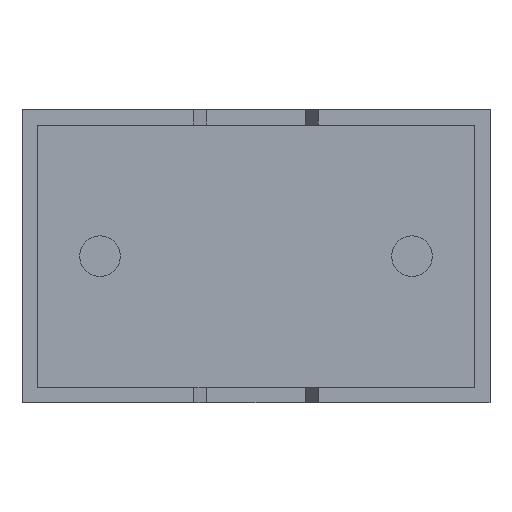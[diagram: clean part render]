
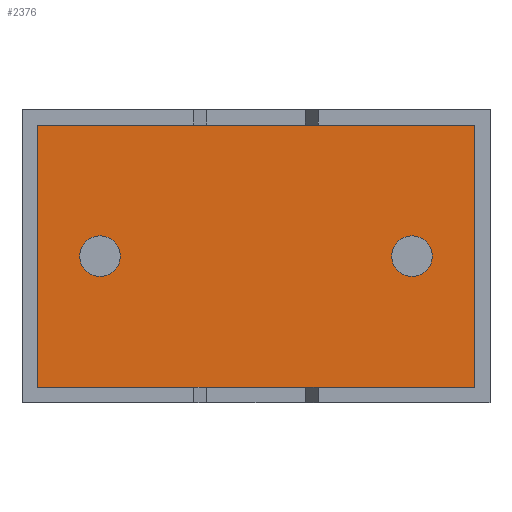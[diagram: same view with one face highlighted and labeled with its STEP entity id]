
A CAD part, front view. The second image highlights one B-rep face of the part: STEP entity #2376.
In plain terms, the highlighted planar face has unit normal (0, -1, 0).
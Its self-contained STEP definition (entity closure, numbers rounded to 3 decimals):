
#59 = CIRCLE ( 'NONE', #2439, 0.325 ) ;
#84 = VERTEX_POINT ( 'NONE', #2607 ) ;
#115 = VERTEX_POINT ( 'NONE', #2889 ) ;
#131 = DIRECTION ( 'NONE',  ( 0., -1., 0. ) ) ;
#135 = LINE ( 'NONE', #2186, #2058 ) ;
#178 = ORIENTED_EDGE ( 'NONE', *, *, #2129, .T. ) ;
#196 = CARTESIAN_POINT ( 'NONE',  ( 0.25, 0.75, 0.25 ) ) ;
#276 = CARTESIAN_POINT ( 'NONE',  ( 7.25, 0.75, 0.25 ) ) ;
#318 = LINE ( 'NONE', #1264, #652 ) ;
#442 = CIRCLE ( 'NONE', #2414, 0.325 ) ;
#498 = DIRECTION ( 'NONE',  ( 0., 0., -1. ) ) ;
#501 = ORIENTED_EDGE ( 'NONE', *, *, #762, .F. ) ;
#517 = DIRECTION ( 'NONE',  ( -1., 0., 0. ) ) ;
#529 = DIRECTION ( 'NONE',  ( 1., 0., 0. ) ) ;
#652 = VECTOR ( 'NONE', #1992, 1000. ) ;
#711 = CIRCLE ( 'NONE', #1997, 0.325 ) ;
#756 = VERTEX_POINT ( 'NONE', #1914 ) ;
#762 = EDGE_CURVE ( 'NONE', #2845, #1808, #442, .T. ) ;
#850 = ORIENTED_EDGE ( 'NONE', *, *, #2655, .F. ) ;
#918 = EDGE_LOOP ( 'NONE', ( #501, #1900 ) ) ;
#928 = CARTESIAN_POINT ( 'NONE',  ( 7.25, 0.75, 4.45 ) ) ;
#972 = DIRECTION ( 'NONE',  ( 0., 0., -1. ) ) ;
#974 = CIRCLE ( 'NONE', #2915, 0.325 ) ;
#1060 = ORIENTED_EDGE ( 'NONE', *, *, #2945, .T. ) ;
#1105 = AXIS2_PLACEMENT_3D ( 'NONE', #2609, #1209, #498 ) ;
#1170 = ORIENTED_EDGE ( 'NONE', *, *, #2089, .T. ) ;
#1203 = FACE_OUTER_BOUND ( 'NONE', #2424, .T. ) ;
#1209 = DIRECTION ( 'NONE',  ( 0., -1., 0. ) ) ;
#1264 = CARTESIAN_POINT ( 'NONE',  ( 0.25, 0.75, 4.45 ) ) ;
#1318 = FACE_BOUND ( 'NONE', #918, .T. ) ;
#1324 = CARTESIAN_POINT ( 'NONE',  ( 6.25, 0.75, 2.35 ) ) ;
#1424 = CARTESIAN_POINT ( 'NONE',  ( 0.25, 0.75, 4.45 ) ) ;
#1497 = CARTESIAN_POINT ( 'NONE',  ( 1.25, 0.75, 2.35 ) ) ;
#1536 = DIRECTION ( 'NONE',  ( 0., -1., 0. ) ) ;
#1553 = VERTEX_POINT ( 'NONE', #1424 ) ;
#1574 = VECTOR ( 'NONE', #517, 1000. ) ;
#1591 = CARTESIAN_POINT ( 'NONE',  ( 1.25, 0.75, 2.025 ) ) ;
#1767 = ORIENTED_EDGE ( 'NONE', *, *, #1902, .F. ) ;
#1768 = DIRECTION ( 'NONE',  ( 0., 0., -1. ) ) ;
#1808 = VERTEX_POINT ( 'NONE', #1591 ) ;
#1886 = DIRECTION ( 'NONE',  ( 0., 0., 1. ) ) ;
#1900 = ORIENTED_EDGE ( 'NONE', *, *, #2004, .F. ) ;
#1902 = EDGE_CURVE ( 'NONE', #84, #115, #59, .T. ) ;
#1914 = CARTESIAN_POINT ( 'NONE',  ( 7.25, 0.75, 0.25 ) ) ;
#1922 = CARTESIAN_POINT ( 'NONE',  ( 7.25, 0.75, 4.45 ) ) ;
#1935 = VECTOR ( 'NONE', #1886, 1000. ) ;
#1992 = DIRECTION ( 'NONE',  ( 0., 0., -1. ) ) ;
#1997 = AXIS2_PLACEMENT_3D ( 'NONE', #1324, #131, #2487 ) ;
#2004 = EDGE_CURVE ( 'NONE', #1808, #2845, #974, .T. ) ;
#2050 = CARTESIAN_POINT ( 'NONE',  ( 1.25, 0.75, 2.675 ) ) ;
#2058 = VECTOR ( 'NONE', #529, 1000. ) ;
#2078 = LINE ( 'NONE', #276, #1935 ) ;
#2089 = EDGE_CURVE ( 'NONE', #2862, #756, #135, .T. ) ;
#2129 = EDGE_CURVE ( 'NONE', #1553, #2862, #318, .T. ) ;
#2186 = CARTESIAN_POINT ( 'NONE',  ( 0.25, 0.75, 0.25 ) ) ;
#2311 = EDGE_LOOP ( 'NONE', ( #1767, #850 ) ) ;
#2334 = FACE_BOUND ( 'NONE', #2311, .T. ) ;
#2366 = DIRECTION ( 'NONE',  ( 0., -1., 0. ) ) ;
#2368 = PLANE ( 'NONE',  #1105 ) ;
#2376 = ADVANCED_FACE ( 'NONE', ( #2334, #1203, #1318 ), #2368, .T. ) ;
#2390 = EDGE_CURVE ( 'NONE', #2976, #1553, #2806, .T. ) ;
#2414 = AXIS2_PLACEMENT_3D ( 'NONE', #1497, #1536, #1768 ) ;
#2424 = EDGE_LOOP ( 'NONE', ( #178, #1170, #1060, #2663 ) ) ;
#2439 = AXIS2_PLACEMENT_3D ( 'NONE', #2567, #2551, #2773 ) ;
#2487 = DIRECTION ( 'NONE',  ( 0., 0., -1. ) ) ;
#2551 = DIRECTION ( 'NONE',  ( 0., -1., 0. ) ) ;
#2567 = CARTESIAN_POINT ( 'NONE',  ( 6.25, 0.75, 2.35 ) ) ;
#2598 = CARTESIAN_POINT ( 'NONE',  ( 1.25, 0.75, 2.35 ) ) ;
#2607 = CARTESIAN_POINT ( 'NONE',  ( 6.25, 0.75, 2.675 ) ) ;
#2609 = CARTESIAN_POINT ( 'NONE',  ( 0., 0.75, 0. ) ) ;
#2655 = EDGE_CURVE ( 'NONE', #115, #84, #711, .T. ) ;
#2663 = ORIENTED_EDGE ( 'NONE', *, *, #2390, .T. ) ;
#2773 = DIRECTION ( 'NONE',  ( 0., 0., -1. ) ) ;
#2806 = LINE ( 'NONE', #1922, #1574 ) ;
#2845 = VERTEX_POINT ( 'NONE', #2050 ) ;
#2862 = VERTEX_POINT ( 'NONE', #196 ) ;
#2889 = CARTESIAN_POINT ( 'NONE',  ( 6.25, 0.75, 2.025 ) ) ;
#2915 = AXIS2_PLACEMENT_3D ( 'NONE', #2598, #2366, #972 ) ;
#2945 = EDGE_CURVE ( 'NONE', #756, #2976, #2078, .T. ) ;
#2976 = VERTEX_POINT ( 'NONE', #928 ) ;
